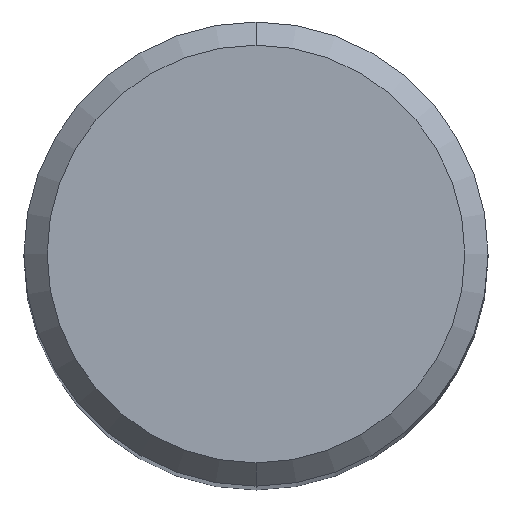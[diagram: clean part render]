
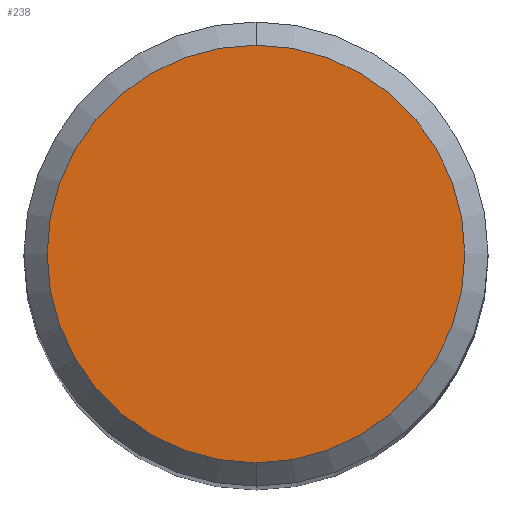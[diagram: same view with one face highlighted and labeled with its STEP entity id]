
A CAD part, top view. The second image highlights one B-rep face of the part: STEP entity #238.
In plain terms, the highlighted planar face has unit normal (0, 0, 1).
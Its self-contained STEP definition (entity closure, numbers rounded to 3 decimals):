
#222=VERTEX_POINT('',#524);
#228=VERTEX_POINT('',#531);
#238=ADVANCED_FACE('',(#541),#542,.T.);
#292=EDGE_CURVE('',#228,#222,#601,.T.);
#450=EDGE_CURVE('',#222,#228,#780,.T.);
#524=CARTESIAN_POINT('',(0.,-4.5,0.0));
#531=CARTESIAN_POINT('',(0.0,4.5,0.0));
#541=FACE_OUTER_BOUND('',#938,.T.);
#542=PLANE('',#939);
#601=CIRCLE('',#1054,4.5);
#780=CIRCLE('',#1447,4.5);
#938=EDGE_LOOP('',(#1495,#1496));
#939=AXIS2_PLACEMENT_3D('',#1497,#1498,#1499);
#1054=AXIS2_PLACEMENT_3D('',#1560,#1561,#1562);
#1447=AXIS2_PLACEMENT_3D('',#1793,#1794,#1795);
#1495=ORIENTED_EDGE('',*,*,#292,.F.);
#1496=ORIENTED_EDGE('',*,*,#450,.F.);
#1497=CARTESIAN_POINT('',(0.0,2.25,0.0));
#1498=DIRECTION('',(-0.0,0.0,1.0));
#1499=DIRECTION('',(0.0,-1.0,0.0));
#1560=CARTESIAN_POINT('',(0.0,0.0,0.0));
#1561=DIRECTION('',(0.0,0.0,-1.0));
#1562=DIRECTION('',(0.0,1.0,0.0));
#1793=CARTESIAN_POINT('',(0.0,0.0,0.0));
#1794=DIRECTION('',(0.0,0.0,-1.0));
#1795=DIRECTION('',(0.0,1.0,0.0));
